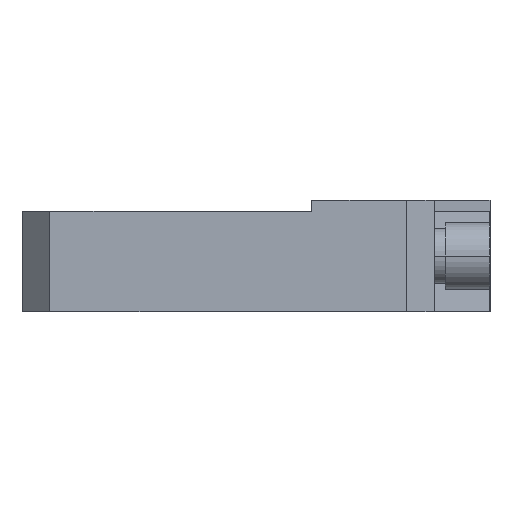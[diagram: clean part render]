
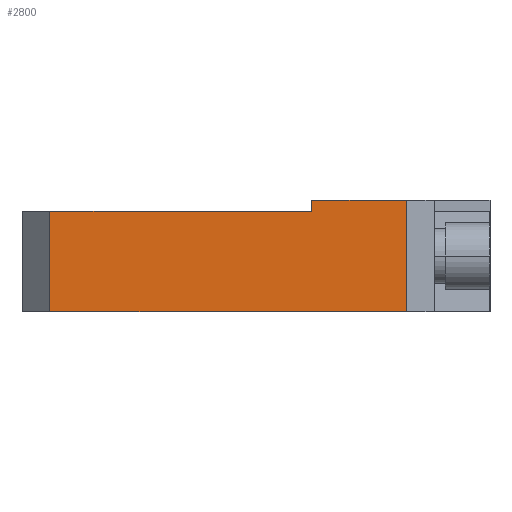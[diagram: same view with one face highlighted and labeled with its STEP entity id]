
A CAD part, left-side view. The second image highlights one B-rep face of the part: STEP entity #2800.
In plain terms, the highlighted planar face has unit normal (-1, 0, 0).
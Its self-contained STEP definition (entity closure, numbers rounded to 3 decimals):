
#387=DIRECTION('',(0.,-1.,0.));
#388=VECTOR('',#387,47.);
#389=CARTESIAN_POINT('',(0.,79.,0.));
#390=LINE('',#389,#388);
#702=DIRECTION('',(0.,-1.,0.));
#703=VECTOR('',#702,64.);
#704=CARTESIAN_POINT('',(0.,79.,-18.));
#705=LINE('',#704,#703);
#1195=DIRECTION('',(0.,-1.,0.));
#1196=VECTOR('',#1195,17.);
#1197=CARTESIAN_POINT('',(0.,32.,2.));
#1198=LINE('',#1197,#1196);
#1244=DIRECTION('',(0.,0.,1.));
#1245=VECTOR('',#1244,2.);
#1246=CARTESIAN_POINT('',(0.,32.,0.));
#1247=LINE('',#1246,#1245);
#1251=DIRECTION('',(0.,0.,-1.));
#1252=VECTOR('',#1251,18.);
#1253=CARTESIAN_POINT('',(0.,79.,0.));
#1254=LINE('',#1253,#1252);
#1314=DIRECTION('',(0.,0.,1.));
#1315=VECTOR('',#1314,20.);
#1316=CARTESIAN_POINT('',(0.,15.,-18.));
#1317=LINE('',#1316,#1315);
#1822=CARTESIAN_POINT('',(0.,79.,-18.));
#1824=VERTEX_POINT('',#1822);
#1828=CARTESIAN_POINT('',(0.,79.,0.));
#1829=VERTEX_POINT('',#1828);
#1830=CARTESIAN_POINT('',(0.,15.,-18.));
#1831=VERTEX_POINT('',#1830);
#1910=CARTESIAN_POINT('',(0.,32.,2.));
#1911=CARTESIAN_POINT('',(0.,15.,2.));
#1912=VERTEX_POINT('',#1910);
#1913=VERTEX_POINT('',#1911);
#1924=CARTESIAN_POINT('',(0.,32.,0.));
#1926=VERTEX_POINT('',#1924);
#2784=CARTESIAN_POINT('',(0.,84.,0.));
#2785=DIRECTION('',(-1.,0.,0.));
#2786=DIRECTION('',(0.,-1.,0.));
#2787=AXIS2_PLACEMENT_3D('',#2784,#2785,#2786);
#2788=PLANE('',#2787);
#2789=ORIENTED_EDGE('',*,*,#2195,.T.);
#2791=ORIENTED_EDGE('',*,*,#2790,.T.);
#2792=ORIENTED_EDGE('',*,*,#2769,.T.);
#2794=ORIENTED_EDGE('',*,*,#2793,.F.);
#2795=ORIENTED_EDGE('',*,*,#2450,.F.);
#2797=ORIENTED_EDGE('',*,*,#2796,.F.);
#2798=EDGE_LOOP('',(#2789,#2791,#2792,#2794,#2795,#2797));
#2799=FACE_OUTER_BOUND('',#2798,.F.);
#2800=ADVANCED_FACE('',(#2799),#2788,.T.);
#2195=EDGE_CURVE('',#1829,#1926,#390,.T.);
#2450=EDGE_CURVE('',#1824,#1831,#705,.T.);
#2769=EDGE_CURVE('',#1912,#1913,#1198,.T.);
#2790=EDGE_CURVE('',#1926,#1912,#1247,.T.);
#2793=EDGE_CURVE('',#1831,#1913,#1317,.T.);
#2796=EDGE_CURVE('',#1829,#1824,#1254,.T.);
